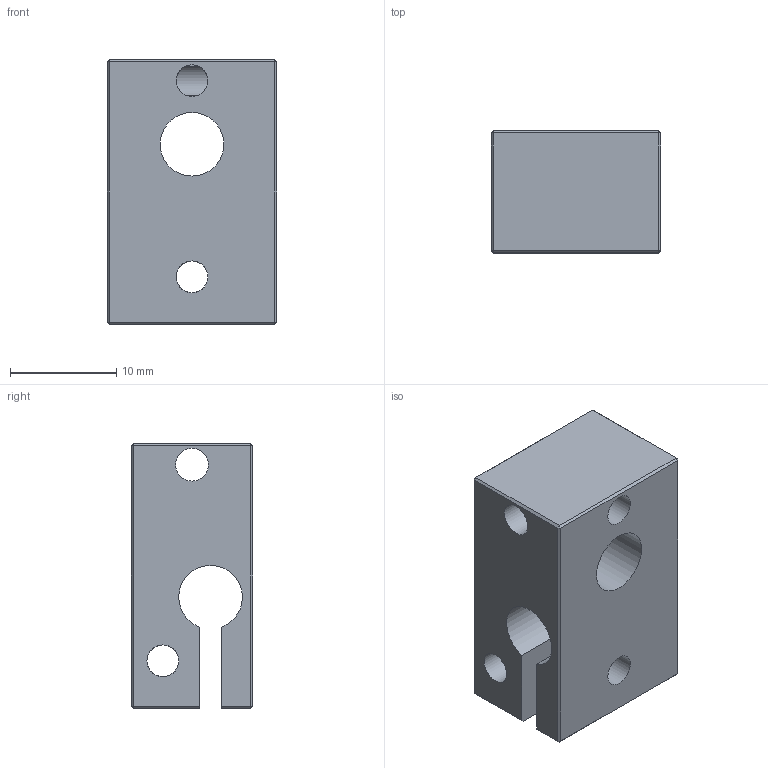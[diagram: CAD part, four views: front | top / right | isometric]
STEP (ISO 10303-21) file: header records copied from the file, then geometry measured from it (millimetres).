
FILE_DESCRIPTION(('FreeCAD Model'),'2;1');
FILE_NAME( 'Heat_block.step', '2016-12-20T08:22:03',('Author'),(''), 'Open CASCADE STEP processor 6.9','FreeCAD','Unknown');
FILE_SCHEMA(('AUTOMOTIVE_DESIGN_CC2 { 1 2 10303 214 -1 1 5 4 }'));
Length unit declared in the file: millimetre
Products named in the file (2): ASSEMBLY; HeatBlock_01
Assembly tree (1 placements, depth 2):
  ASSEMBLY
    HeatBlock_01
Bounding box: 16 x 11.5 x 25 mm (x, y, z)
Volume: 3262.4 mm3; surface area: 2606 mm2
Topology: 1 solids, 1 shells, 42 faces, 98 edges, 56 vertices
Faces by surface type: plane 33, cylinder 9
Full cylindrical faces by diameter (mm): 3 x6, 3.1 x1, 6 x1
Entity records: 2854 total; most frequent: CARTESIAN_POINT 828, DIRECTION 367, LINE 226, VECTOR 226, ORIENTED_EDGE 196, PCURVE 196, DEFINITIONAL_REPRESENTATION 196, EDGE_CURVE 98
